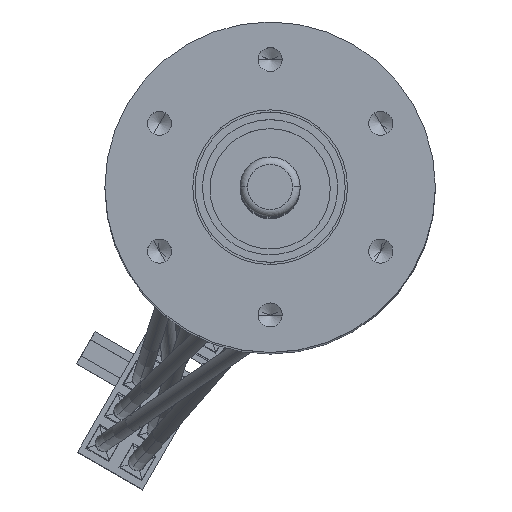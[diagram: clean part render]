
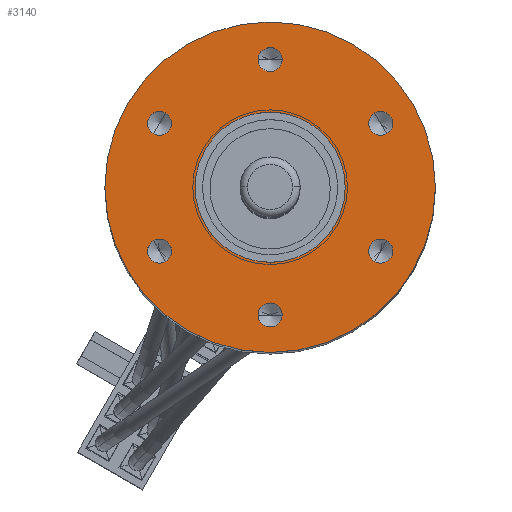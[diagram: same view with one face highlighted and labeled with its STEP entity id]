
A CAD part, top view. The second image highlights one B-rep face of the part: STEP entity #3140.
In plain terms, the highlighted planar face has unit normal (0, 0, 1).
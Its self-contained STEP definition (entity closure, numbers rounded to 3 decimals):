
#1215=CARTESIAN_POINT('',(0.,0.,59.1));
#1216=DIRECTION('',(0.,0.,1.));
#1217=DIRECTION('',(1.,0.,0.));
#1218=AXIS2_PLACEMENT_3D('',#1215,#1216,#1217);
#1220=CARTESIAN_POINT('',(0.,0.,59.1));
#1221=DIRECTION('',(0.,0.,1.));
#1222=DIRECTION('',(-1.,0.,0.));
#1223=AXIS2_PLACEMENT_3D('',#1220,#1221,#1222);
#1225=CARTESIAN_POINT('',(0.,8.5,59.1));
#1226=DIRECTION('',(0.,0.,1.));
#1227=DIRECTION('',(-1.,0.,0.));
#1228=AXIS2_PLACEMENT_3D('',#1225,#1226,#1227);
#1230=CARTESIAN_POINT('',(0.,8.5,59.1));
#1231=DIRECTION('',(0.,0.,1.));
#1232=DIRECTION('',(1.,0.,0.));
#1233=AXIS2_PLACEMENT_3D('',#1230,#1231,#1232);
#1235=CARTESIAN_POINT('',(-7.361,4.25,59.1));
#1236=DIRECTION('',(0.,0.,1.));
#1237=DIRECTION('',(-0.5,-0.866,0.));
#1238=AXIS2_PLACEMENT_3D('',#1235,#1236,#1237);
#1240=CARTESIAN_POINT('',(-7.361,4.25,59.1));
#1241=DIRECTION('',(0.,0.,1.));
#1242=DIRECTION('',(0.5,0.866,0.));
#1243=AXIS2_PLACEMENT_3D('',#1240,#1241,#1242);
#1245=CARTESIAN_POINT('',(-7.361,-4.25,59.1));
#1246=DIRECTION('',(0.,0.,1.));
#1247=DIRECTION('',(0.5,-0.866,0.));
#1248=AXIS2_PLACEMENT_3D('',#1245,#1246,#1247);
#1250=CARTESIAN_POINT('',(-7.361,-4.25,59.1));
#1251=DIRECTION('',(0.,0.,1.));
#1252=DIRECTION('',(-0.5,0.866,0.));
#1253=AXIS2_PLACEMENT_3D('',#1250,#1251,#1252);
#1255=CARTESIAN_POINT('',(0.,-8.5,59.1));
#1256=DIRECTION('',(0.,0.,1.));
#1257=DIRECTION('',(1.,0.,0.));
#1258=AXIS2_PLACEMENT_3D('',#1255,#1256,#1257);
#1260=CARTESIAN_POINT('',(0.,-8.5,59.1));
#1261=DIRECTION('',(0.,0.,1.));
#1262=DIRECTION('',(-1.,0.,0.));
#1263=AXIS2_PLACEMENT_3D('',#1260,#1261,#1262);
#1265=CARTESIAN_POINT('',(7.361,-4.25,59.1));
#1266=DIRECTION('',(0.,0.,1.));
#1267=DIRECTION('',(0.5,0.866,0.));
#1268=AXIS2_PLACEMENT_3D('',#1265,#1266,#1267);
#1270=CARTESIAN_POINT('',(7.361,-4.25,59.1));
#1271=DIRECTION('',(0.,0.,1.));
#1272=DIRECTION('',(-0.5,-0.866,0.));
#1273=AXIS2_PLACEMENT_3D('',#1270,#1271,#1272);
#1275=CARTESIAN_POINT('',(7.361,4.25,59.1));
#1276=DIRECTION('',(0.,0.,1.));
#1277=DIRECTION('',(-0.5,0.866,0.));
#1278=AXIS2_PLACEMENT_3D('',#1275,#1276,#1277);
#1280=CARTESIAN_POINT('',(7.361,4.25,59.1));
#1281=DIRECTION('',(0.,0.,1.));
#1282=DIRECTION('',(0.5,-0.866,0.));
#1283=AXIS2_PLACEMENT_3D('',#1280,#1281,#1282);
#1285=CARTESIAN_POINT('',(0.,0.,59.1));
#1286=DIRECTION('',(0.,0.,1.));
#1287=DIRECTION('',(0.,1.,0.));
#1288=AXIS2_PLACEMENT_3D('',#1285,#1286,#1287);
#1290=CARTESIAN_POINT('',(0.,0.,59.1));
#1291=DIRECTION('',(0.,0.,1.));
#1292=DIRECTION('',(0.,-1.,0.));
#1293=AXIS2_PLACEMENT_3D('',#1290,#1291,#1292);
#2015=CARTESIAN_POINT('',(11.,0.,59.1));
#2016=CARTESIAN_POINT('',(-11.,0.,59.1));
#2017=VERTEX_POINT('',#2015);
#2018=VERTEX_POINT('',#2016);
#2029=CARTESIAN_POINT('',(-0.8,8.5,59.1));
#2030=CARTESIAN_POINT('',(0.8,8.5,59.1));
#2031=VERTEX_POINT('',#2029);
#2032=VERTEX_POINT('',#2030);
#2039=CARTESIAN_POINT('',(-7.761,3.557,59.1));
#2040=CARTESIAN_POINT('',(-6.961,4.943,59.1));
#2041=VERTEX_POINT('',#2039);
#2042=VERTEX_POINT('',#2040);
#2049=CARTESIAN_POINT('',(-6.961,-4.943,59.1));
#2050=CARTESIAN_POINT('',(-7.761,-3.557,59.1));
#2051=VERTEX_POINT('',#2049);
#2052=VERTEX_POINT('',#2050);
#2059=CARTESIAN_POINT('',(0.8,-8.5,59.1));
#2060=CARTESIAN_POINT('',(-0.8,-8.5,59.1));
#2061=VERTEX_POINT('',#2059);
#2062=VERTEX_POINT('',#2060);
#2069=CARTESIAN_POINT('',(7.761,-3.557,59.1));
#2070=CARTESIAN_POINT('',(6.961,-4.943,59.1));
#2071=VERTEX_POINT('',#2069);
#2072=VERTEX_POINT('',#2070);
#2079=CARTESIAN_POINT('',(6.961,4.943,59.1));
#2080=CARTESIAN_POINT('',(7.761,3.557,59.1));
#2081=VERTEX_POINT('',#2079);
#2082=VERTEX_POINT('',#2080);
#2095=CARTESIAN_POINT('',(0.,5.,59.1));
#2096=CARTESIAN_POINT('',(0.,-5.,59.1));
#2097=VERTEX_POINT('',#2095);
#2098=VERTEX_POINT('',#2096);
#3088=CARTESIAN_POINT('',(0.,0.,59.1));
#3089=DIRECTION('',(0.,0.,1.));
#3090=DIRECTION('',(1.,0.,0.));
#3091=AXIS2_PLACEMENT_3D('',#3088,#3089,#3090);
#3092=PLANE('',#3091);
#3094=ORIENTED_EDGE('',*,*,#3093,.F.);
#3096=ORIENTED_EDGE('',*,*,#3095,.F.);
#3097=EDGE_LOOP('',(#3094,#3096));
#3098=FACE_OUTER_BOUND('',#3097,.F.);
#3100=ORIENTED_EDGE('',*,*,#3099,.T.);
#3102=ORIENTED_EDGE('',*,*,#3101,.T.);
#3103=EDGE_LOOP('',(#3100,#3102));
#3104=FACE_BOUND('',#3103,.F.);
#3106=ORIENTED_EDGE('',*,*,#3105,.T.);
#3108=ORIENTED_EDGE('',*,*,#3107,.T.);
#3109=EDGE_LOOP('',(#3106,#3108));
#3110=FACE_BOUND('',#3109,.F.);
#3112=ORIENTED_EDGE('',*,*,#3111,.T.);
#3114=ORIENTED_EDGE('',*,*,#3113,.T.);
#3115=EDGE_LOOP('',(#3112,#3114));
#3116=FACE_BOUND('',#3115,.F.);
#3118=ORIENTED_EDGE('',*,*,#3117,.T.);
#3120=ORIENTED_EDGE('',*,*,#3119,.T.);
#3121=EDGE_LOOP('',(#3118,#3120));
#3122=FACE_BOUND('',#3121,.F.);
#3124=ORIENTED_EDGE('',*,*,#3123,.T.);
#3126=ORIENTED_EDGE('',*,*,#3125,.T.);
#3127=EDGE_LOOP('',(#3124,#3126));
#3128=FACE_BOUND('',#3127,.F.);
#3130=ORIENTED_EDGE('',*,*,#3129,.T.);
#3132=ORIENTED_EDGE('',*,*,#3131,.T.);
#3133=EDGE_LOOP('',(#3130,#3132));
#3134=FACE_BOUND('',#3133,.F.);
#3135=ORIENTED_EDGE('',*,*,#3078,.T.);
#3137=ORIENTED_EDGE('',*,*,#3136,.T.);
#3138=EDGE_LOOP('',(#3135,#3137));
#3139=FACE_BOUND('',#3138,.F.);
#3140=ADVANCED_FACE('',(#3098,#3104,#3110,#3116,#3122,#3128,#3134,#3139),#3092,
.T.);
#1219=CIRCLE('',#1218,11.);
#1224=CIRCLE('',#1223,11.);
#1229=CIRCLE('',#1228,0.8);
#1234=CIRCLE('',#1233,0.8);
#1239=CIRCLE('',#1238,0.8);
#1244=CIRCLE('',#1243,0.8);
#1249=CIRCLE('',#1248,0.8);
#1254=CIRCLE('',#1253,0.8);
#1259=CIRCLE('',#1258,0.8);
#1264=CIRCLE('',#1263,0.8);
#1269=CIRCLE('',#1268,0.8);
#1274=CIRCLE('',#1273,0.8);
#1279=CIRCLE('',#1278,0.8);
#1284=CIRCLE('',#1283,0.8);
#1289=CIRCLE('',#1288,5.);
#1294=CIRCLE('',#1293,5.);
#3078=EDGE_CURVE('',#2097,#2098,#1289,.T.);
#3093=EDGE_CURVE('',#2017,#2018,#1219,.T.);
#3095=EDGE_CURVE('',#2018,#2017,#1224,.T.);
#3099=EDGE_CURVE('',#2031,#2032,#1229,.T.);
#3101=EDGE_CURVE('',#2032,#2031,#1234,.T.);
#3105=EDGE_CURVE('',#2041,#2042,#1239,.T.);
#3107=EDGE_CURVE('',#2042,#2041,#1244,.T.);
#3111=EDGE_CURVE('',#2051,#2052,#1249,.T.);
#3113=EDGE_CURVE('',#2052,#2051,#1254,.T.);
#3117=EDGE_CURVE('',#2061,#2062,#1259,.T.);
#3119=EDGE_CURVE('',#2062,#2061,#1264,.T.);
#3123=EDGE_CURVE('',#2071,#2072,#1269,.T.);
#3125=EDGE_CURVE('',#2072,#2071,#1274,.T.);
#3129=EDGE_CURVE('',#2081,#2082,#1279,.T.);
#3131=EDGE_CURVE('',#2082,#2081,#1284,.T.);
#3136=EDGE_CURVE('',#2098,#2097,#1294,.T.);
